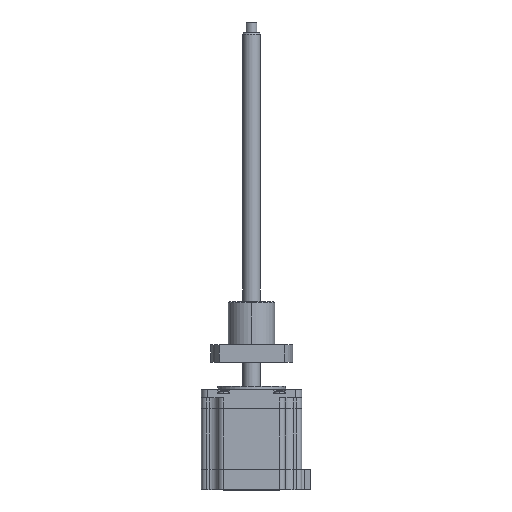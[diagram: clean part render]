
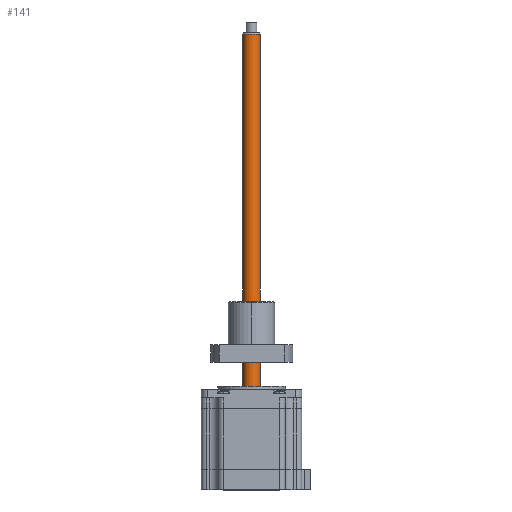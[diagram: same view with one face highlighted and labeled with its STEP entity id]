
A CAD part, top view. The second image highlights one B-rep face of the part: STEP entity #141.
In plain terms, the highlighted cylindrical face has radius 5 mm (diameter 10 mm), a partial arc.
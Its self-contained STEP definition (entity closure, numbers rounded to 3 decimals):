
#12 = DIRECTION ( 'NONE',  ( 1., 0., -0.004 ) ) ;
#141 = ADVANCED_FACE ( 'NONE', ( #12489 ), #1832, .T. ) ;
#755 = DIRECTION ( 'NONE',  ( -1., 0., 0.004 ) ) ;
#902 = AXIS2_PLACEMENT_3D ( 'NONE', #12474, #6346, #12 ) ;
#1014 = VECTOR ( 'NONE', #1771, 1000. ) ;
#1771 = DIRECTION ( 'NONE',  ( 0., -1., 0. ) ) ;
#1832 = CYLINDRICAL_SURFACE ( 'NONE', #9984, 5. ) ;
#2056 = VERTEX_POINT ( 'NONE', #11681 ) ;
#3105 = ORIENTED_EDGE ( 'NONE', *, *, #13273, .F. ) ;
#3400 = CARTESIAN_POINT ( 'NONE',  ( -11.379, 183.328, 63.632 ) ) ;
#3980 = LINE ( 'NONE', #6217, #9069 ) ;
#4114 = CARTESIAN_POINT ( 'NONE',  ( -11.379, -15.672, 63.632 ) ) ;
#4151 = DIRECTION ( 'NONE',  ( 0., -1., 0. ) ) ;
#4247 = AXIS2_PLACEMENT_3D ( 'NONE', #13184, #7033, #755 ) ;
#4264 = DIRECTION ( 'NONE',  ( -1., 0., 0.004 ) ) ;
#4983 = EDGE_CURVE ( 'NONE', #10149, #2056, #6443, .T. ) ;
#5056 = CARTESIAN_POINT ( 'NONE',  ( -16.379, 184.328, 63.65 ) ) ;
#5742 = DIRECTION ( 'NONE',  ( 0., -1., 0. ) ) ;
#5804 = VERTEX_POINT ( 'NONE', #4114 ) ;
#5822 = VERTEX_POINT ( 'NONE', #9211 ) ;
#6217 = CARTESIAN_POINT ( 'NONE',  ( -11.379, 184.328, 63.632 ) ) ;
#6346 = DIRECTION ( 'NONE',  ( 0., -1., 0. ) ) ;
#6443 = CIRCLE ( 'NONE', #902, 5. ) ;
#6913 = LINE ( 'NONE', #13062, #1014 ) ;
#6929 = ORIENTED_EDGE ( 'NONE', *, *, #10930, .F. ) ;
#7033 = DIRECTION ( 'NONE',  ( 0., -1., 0. ) ) ;
#9069 = VECTOR ( 'NONE', #4151, 1000. ) ;
#9211 = CARTESIAN_POINT ( 'NONE',  ( -21.379, -15.672, 63.668 ) ) ;
#9431 = EDGE_LOOP ( 'NONE', ( #3105, #12715, #12597, #6929 ) ) ;
#9984 = AXIS2_PLACEMENT_3D ( 'NONE', #5056, #5742, #4264 ) ;
#10149 = VERTEX_POINT ( 'NONE', #3400 ) ;
#10398 = EDGE_CURVE ( 'NONE', #2056, #5822, #6913, .T. ) ;
#10930 = EDGE_CURVE ( 'NONE', #5804, #5822, #13466, .T. ) ;
#11681 = CARTESIAN_POINT ( 'NONE',  ( -21.379, 183.328, 63.668 ) ) ;
#12474 = CARTESIAN_POINT ( 'NONE',  ( -16.379, 183.328, 63.65 ) ) ;
#12489 = FACE_OUTER_BOUND ( 'NONE', #9431, .T. ) ;
#12597 = ORIENTED_EDGE ( 'NONE', *, *, #10398, .T. ) ;
#12715 = ORIENTED_EDGE ( 'NONE', *, *, #4983, .T. ) ;
#13062 = CARTESIAN_POINT ( 'NONE',  ( -21.379, 184.328, 63.668 ) ) ;
#13184 = CARTESIAN_POINT ( 'NONE',  ( -16.379, -15.672, 63.65 ) ) ;
#13273 = EDGE_CURVE ( 'NONE', #10149, #5804, #3980, .T. ) ;
#13466 = CIRCLE ( 'NONE', #4247, 5. ) ;
